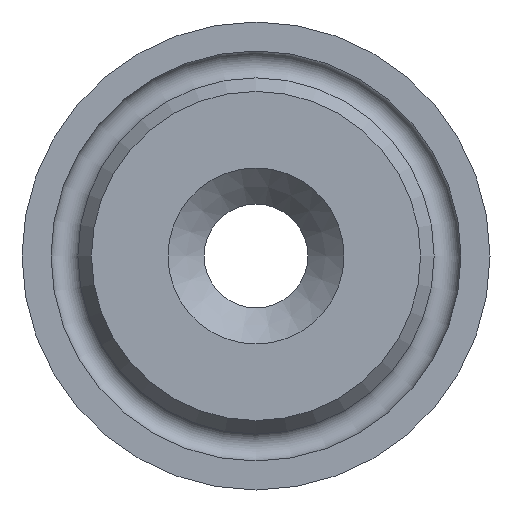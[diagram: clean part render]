
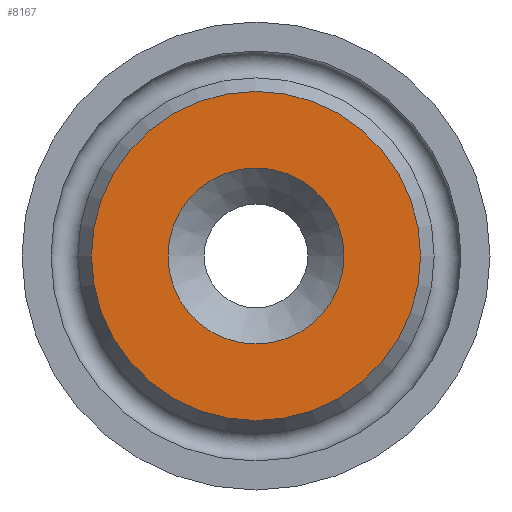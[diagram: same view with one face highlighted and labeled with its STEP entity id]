
A CAD part, left-side view. The second image highlights one B-rep face of the part: STEP entity #8167.
In plain terms, the highlighted planar face has unit normal (-1, 0, 0).
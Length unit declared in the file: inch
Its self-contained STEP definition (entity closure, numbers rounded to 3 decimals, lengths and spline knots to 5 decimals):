
#61=CIRCLE('',#8489,0.185);
#62=CIRCLE('',#8490,0.185);
#63=CIRCLE('',#8492,0.34605);
#64=CIRCLE('',#8493,0.34605);
#119=FACE_BOUND('',#2295,.T.);
#326=PLANE('',#8491);
#1794=FACE_OUTER_BOUND('',#2294,.T.);
#2294=EDGE_LOOP('',(#7609,#7610));
#2295=EDGE_LOOP('',(#7611,#7612));
#3901=VERTEX_POINT('',#18137);
#3902=VERTEX_POINT('',#18139);
#3903=VERTEX_POINT('',#18143);
#3904=VERTEX_POINT('',#18144);
#5140=EDGE_CURVE('',#3902,#3901,#61,.T.);
#5141=EDGE_CURVE('',#3901,#3902,#62,.T.);
#5142=EDGE_CURVE('',#3903,#3904,#63,.T.);
#5143=EDGE_CURVE('',#3904,#3903,#64,.T.);
#7609=ORIENTED_EDGE('',*,*,#5142,.F.);
#7610=ORIENTED_EDGE('',*,*,#5143,.F.);
#7611=ORIENTED_EDGE('',*,*,#5140,.T.);
#7612=ORIENTED_EDGE('',*,*,#5141,.T.);
#8167=ADVANCED_FACE('',(#1794,#119),#326,.T.);
#8489=AXIS2_PLACEMENT_3D('',#18140,#9513,#9514);
#8490=AXIS2_PLACEMENT_3D('',#18141,#9515,#9516);
#8491=AXIS2_PLACEMENT_3D('',#18142,#9517,#9518);
#8492=AXIS2_PLACEMENT_3D('',#18145,#9519,#9520);
#8493=AXIS2_PLACEMENT_3D('',#18146,#9521,#9522);
#9513=DIRECTION('center_axis',(1.,0.,0.));
#9514=DIRECTION('ref_axis',(0.,1.,0.));
#9515=DIRECTION('center_axis',(1.,0.,0.));
#9516=DIRECTION('ref_axis',(0.,1.,0.));
#9517=DIRECTION('center_axis',(-1.,0.,0.));
#9518=DIRECTION('ref_axis',(0.,0.,1.));
#9519=DIRECTION('center_axis',(1.,0.,0.));
#9520=DIRECTION('ref_axis',(0.,1.,0.));
#9521=DIRECTION('center_axis',(1.,0.,0.));
#9522=DIRECTION('ref_axis',(0.,1.,0.));
#18137=CARTESIAN_POINT('',(0.031,-0.185,0.));
#18139=CARTESIAN_POINT('',(0.031,0.185,0.));
#18140=CARTESIAN_POINT('Origin',(0.031,0.,0.));
#18141=CARTESIAN_POINT('Origin',(0.031,0.,0.));
#18142=CARTESIAN_POINT('Origin',(0.031,0.26553,0.));
#18143=CARTESIAN_POINT('',(0.031,0.34605,0.));
#18144=CARTESIAN_POINT('',(0.031,-0.34605,0.));
#18145=CARTESIAN_POINT('Origin',(0.031,0.,0.));
#18146=CARTESIAN_POINT('Origin',(0.031,0.,0.));
